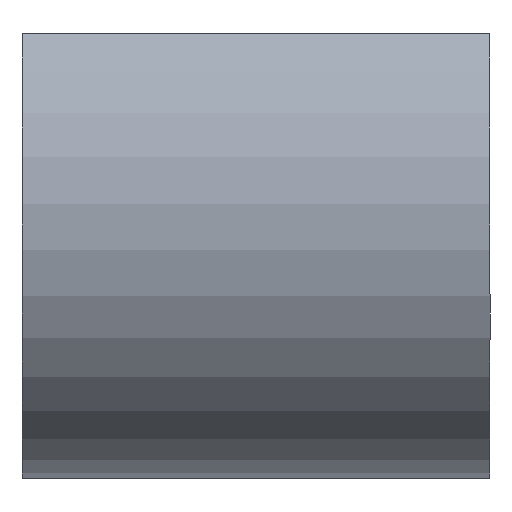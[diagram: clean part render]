
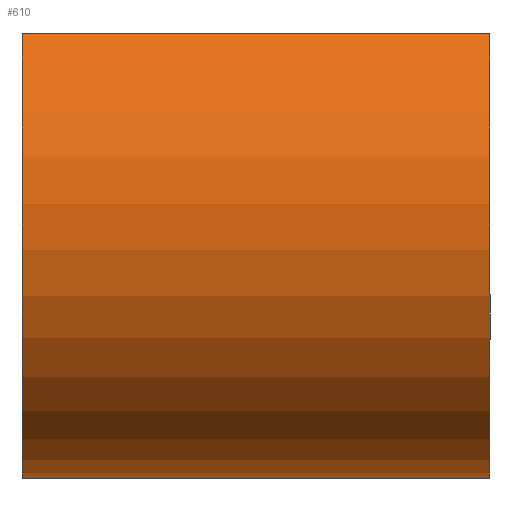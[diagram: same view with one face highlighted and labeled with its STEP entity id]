
A CAD part, left-side view. The second image highlights one B-rep face of the part: STEP entity #610.
In plain terms, the highlighted cylindrical face has radius 9.35 mm (diameter 18.7 mm), a partial arc.
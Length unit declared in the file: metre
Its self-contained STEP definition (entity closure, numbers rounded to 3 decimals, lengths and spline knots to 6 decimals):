
#47=CIRCLE('',#658,0.00935);
#48=CIRCLE('',#659,0.00935);
#74=FACE_OUTER_BOUND('',#104,.T.);
#104=EDGE_LOOP('',(#433,#434,#435,#436));
#146=LINE('',#1059,#200);
#147=LINE('',#1062,#201);
#200=VECTOR('',#731,1.);
#201=VECTOR('',#734,1.);
#273=VERTEX_POINT('',#1055);
#274=VERTEX_POINT('',#1056);
#275=VERTEX_POINT('',#1058);
#276=VERTEX_POINT('',#1060);
#337=EDGE_CURVE('',#273,#274,#47,.T.);
#338=EDGE_CURVE('',#275,#274,#146,.T.);
#339=EDGE_CURVE('',#276,#275,#48,.T.);
#340=EDGE_CURVE('',#276,#273,#147,.T.);
#433=ORIENTED_EDGE('',*,*,#337,.T.);
#434=ORIENTED_EDGE('',*,*,#338,.F.);
#435=ORIENTED_EDGE('',*,*,#339,.F.);
#436=ORIENTED_EDGE('',*,*,#340,.T.);
#598=CYLINDRICAL_SURFACE('',#657,0.00935);
#610=ADVANCED_FACE('',(#74),#598,.T.);
#657=AXIS2_PLACEMENT_3D('',#1054,#727,#728);
#658=AXIS2_PLACEMENT_3D('',#1057,#729,#730);
#659=AXIS2_PLACEMENT_3D('',#1061,#732,#733);
#727=DIRECTION('center_axis',(0.,1.,0.));
#728=DIRECTION('ref_axis',(-0.663,0.,-0.749));
#729=DIRECTION('center_axis',(0.,-1.,0.));
#730=DIRECTION('ref_axis',(1.,0.,0.));
#731=DIRECTION('',(0.,1.,0.));
#732=DIRECTION('center_axis',(0.,-1.,0.));
#733=DIRECTION('ref_axis',(1.,0.,0.));
#734=DIRECTION('',(0.,1.,0.));
#1054=CARTESIAN_POINT('Origin',(-0.028342,0.243621,-0.011747));
#1055=CARTESIAN_POINT('',(-0.035316,0.260021,-0.005519));
#1056=CARTESIAN_POINT('',(-0.021319,0.260021,-0.017918));
#1057=CARTESIAN_POINT('Origin',(-0.028342,0.260021,-0.011747));
#1058=CARTESIAN_POINT('',(-0.021319,0.243621,-0.017918));
#1059=CARTESIAN_POINT('',(-0.021319,0.243621,-0.017918));
#1060=CARTESIAN_POINT('',(-0.035316,0.243621,-0.005519));
#1061=CARTESIAN_POINT('Origin',(-0.028342,0.243621,-0.011747));
#1062=CARTESIAN_POINT('',(-0.035316,0.251821,-0.005519));
